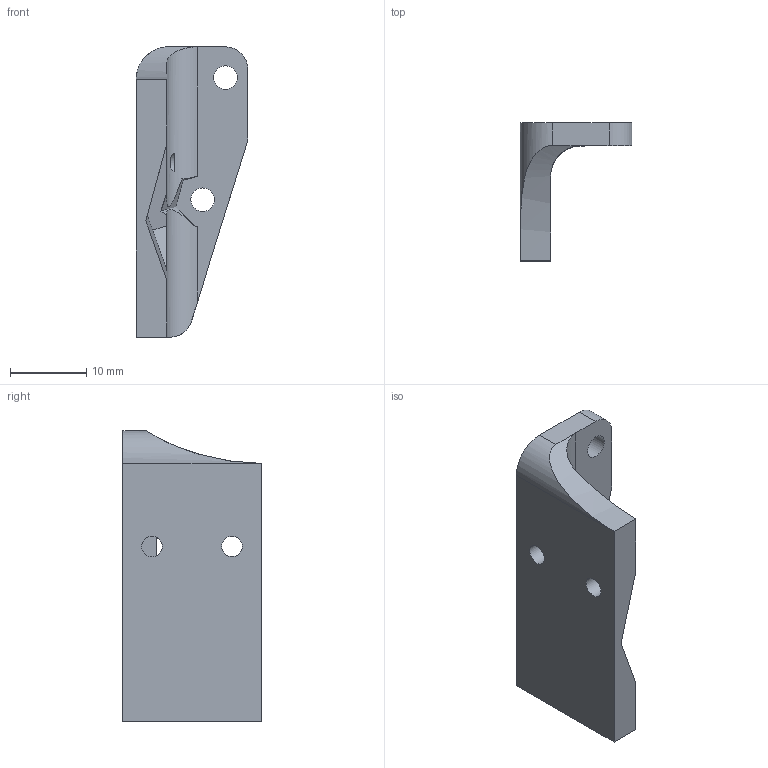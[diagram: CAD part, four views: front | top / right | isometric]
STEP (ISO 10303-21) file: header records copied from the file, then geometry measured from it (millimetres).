
FILE_DESCRIPTION(/* description */ (''),/* implementation_level */ '2;1');
FILE_NAME(/* name */ 'BTT Eddy Clip v3.step',/* time_stamp */ '2024-07-23T20:49:00+02:00',/* author */ (''),/* organization */ (''),/* preprocessor_version */ 'ST-DEVELOPER v20',/* originating_system */ 'Autodesk Translation Framework v13.14.0.145',/* authorisation */ '');
FILE_SCHEMA (('AUTOMOTIVE_DESIGN { 1 0 10303 214 3 1 1 }'));
Length unit declared in the file: millimetre
Products named in the file (1): SB-5 TOOLHEAD-Dragon V2
Bounding box: 14.67 x 18.1 x 38.05 mm (x, y, z)
Volume: 3273.3 mm3; surface area: 2367.9 mm2
Topology: 1 solids, 1 shells, 32 faces, 89 edges, 59 vertices
Faces by surface type: plane 21, cylinder 11
Full cylindrical faces by diameter (mm): 2.7 x2, 3.1 x2
Entity records: 1136 total; most frequent: CARTESIAN_POINT 239, ORIENTED_EDGE 178, DIRECTION 176, EDGE_CURVE 89, LINE 60, VECTOR 60, VERTEX_POINT 59, AXIS2_PLACEMENT_3D 58
